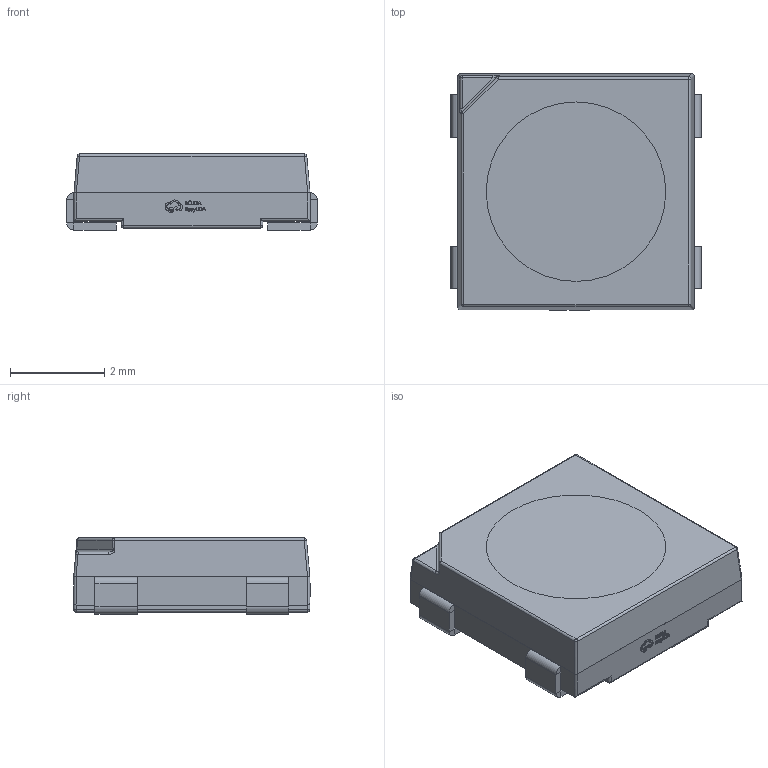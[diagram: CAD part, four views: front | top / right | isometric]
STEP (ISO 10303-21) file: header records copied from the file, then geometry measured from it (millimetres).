
FILE_DESCRIPTION (( 'STEP AP214' ), '1' );
FILE_NAME ('LED-SMD_4P-L5.0-W5.0-H1.6-P3.2.step', '2022-07-08T12:19:05', ( '' ), ( '' ), 'SwSTEP 2.0', 'SolidWorks 2020', '' );
FILE_SCHEMA (( 'AUTOMOTIVE_DESIGN' ));
Length unit declared in the file: millimetre
Products named in the file (1): LED-SMD_4P-L5.0-W5.0-H1.6-P3.2
Bounding box: 5.3 x 5.01 x 1.61 mm (x, y, z)
Volume: 37 mm3; surface area: 119.7 mm2
Topology: 2 solids, 2 shells, 421 faces, 1066 edges, 674 vertices
Faces by surface type: plane 248, bspline 115, cylinder 44, sphere 10, torus 4
Entity records: 16938 total; most frequent: CARTESIAN_POINT 4349, ORIENTED_EDGE 2124, DIRECTION 1505, EDGE_CURVE 1062, VECTOR 741, LINE 741, VERTEX_POINT 674, EDGE_LOOP 450
